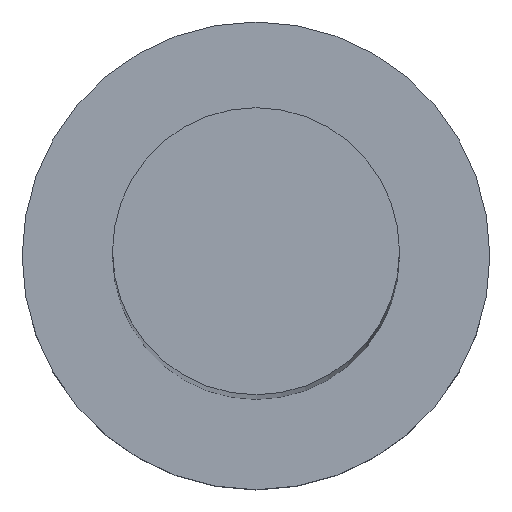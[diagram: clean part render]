
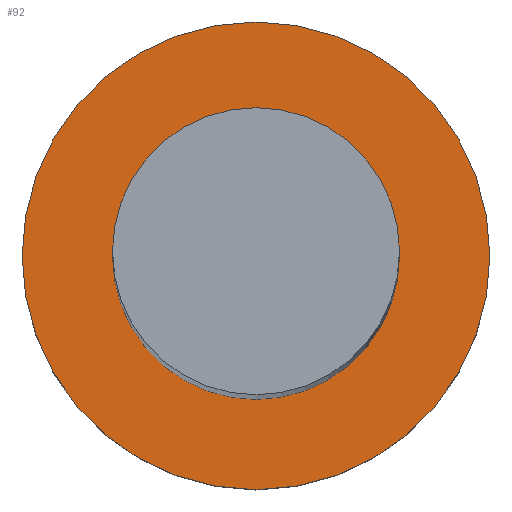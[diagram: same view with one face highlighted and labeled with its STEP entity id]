
A CAD part, top view. The second image highlights one B-rep face of the part: STEP entity #92.
In plain terms, the highlighted planar face has unit normal (0, 0, 1).
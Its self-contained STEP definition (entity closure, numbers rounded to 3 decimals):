
#3 = CARTESIAN_POINT ( 'NONE',  ( 0., 0., 7. ) ) ;
#5 = CARTESIAN_POINT ( 'NONE',  ( 0., 0., 7. ) ) ;
#11 = ORIENTED_EDGE ( 'NONE', *, *, #218, .F. ) ;
#17 = CARTESIAN_POINT ( 'NONE',  ( -11., 0., 7. ) ) ;
#19 = DIRECTION ( 'NONE',  ( 1., 0., 0. ) ) ;
#23 = CIRCLE ( 'NONE', #247, 6.75 ) ;
#27 = DIRECTION ( 'NONE',  ( 1., 0., 0. ) ) ;
#28 = AXIS2_PLACEMENT_3D ( 'NONE', #5, #124, #84 ) ;
#32 = EDGE_CURVE ( 'NONE', #102, #91, #23, .T. ) ;
#36 = FACE_OUTER_BOUND ( 'NONE', #88, .T. ) ;
#37 = CIRCLE ( 'NONE', #243, 6.75 ) ;
#39 = CARTESIAN_POINT ( 'NONE',  ( 0., 0., 7. ) ) ;
#66 = ORIENTED_EDGE ( 'NONE', *, *, #69, .T. ) ;
#69 = EDGE_CURVE ( 'NONE', #164, #148, #137, .T. ) ;
#73 = EDGE_CURVE ( 'NONE', #148, #164, #173, .T. ) ;
#76 = AXIS2_PLACEMENT_3D ( 'NONE', #135, #161, #116 ) ;
#80 = CARTESIAN_POINT ( 'NONE',  ( 11., 0., 7. ) ) ;
#84 = DIRECTION ( 'NONE',  ( 1., 0., 0. ) ) ;
#88 = EDGE_LOOP ( 'NONE', ( #66, #185 ) ) ;
#91 = VERTEX_POINT ( 'NONE', #99 ) ;
#92 = ADVANCED_FACE ( 'NONE', ( #253, #36 ), #222, .T. ) ;
#99 = CARTESIAN_POINT ( 'NONE',  ( 6.75, 0., 7. ) ) ;
#102 = VERTEX_POINT ( 'NONE', #112 ) ;
#112 = CARTESIAN_POINT ( 'NONE',  ( -6.75, 0., 7. ) ) ;
#116 = DIRECTION ( 'NONE',  ( 1., 0., 0. ) ) ;
#124 = DIRECTION ( 'NONE',  ( 0., 0., 1. ) ) ;
#128 = EDGE_LOOP ( 'NONE', ( #191, #11 ) ) ;
#135 = CARTESIAN_POINT ( 'NONE',  ( 0., 0., 7. ) ) ;
#137 = CIRCLE ( 'NONE', #28, 11. ) ;
#148 = VERTEX_POINT ( 'NONE', #80 ) ;
#161 = DIRECTION ( 'NONE',  ( 0., 0., 1. ) ) ;
#164 = VERTEX_POINT ( 'NONE', #17 ) ;
#173 = CIRCLE ( 'NONE', #202, 11. ) ;
#185 = ORIENTED_EDGE ( 'NONE', *, *, #73, .T. ) ;
#187 = DIRECTION ( 'NONE',  ( 1., 0., 0. ) ) ;
#191 = ORIENTED_EDGE ( 'NONE', *, *, #32, .F. ) ;
#202 = AXIS2_PLACEMENT_3D ( 'NONE', #225, #246, #187 ) ;
#205 = DIRECTION ( 'NONE',  ( 0., 0., 1. ) ) ;
#218 = EDGE_CURVE ( 'NONE', #91, #102, #37, .T. ) ;
#222 = PLANE ( 'NONE',  #76 ) ;
#225 = CARTESIAN_POINT ( 'NONE',  ( 0., 0., 7. ) ) ;
#243 = AXIS2_PLACEMENT_3D ( 'NONE', #39, #252, #19 ) ;
#246 = DIRECTION ( 'NONE',  ( 0., 0., 1. ) ) ;
#247 = AXIS2_PLACEMENT_3D ( 'NONE', #3, #205, #27 ) ;
#252 = DIRECTION ( 'NONE',  ( 0., 0., 1. ) ) ;
#253 = FACE_BOUND ( 'NONE', #128, .T. ) ;
